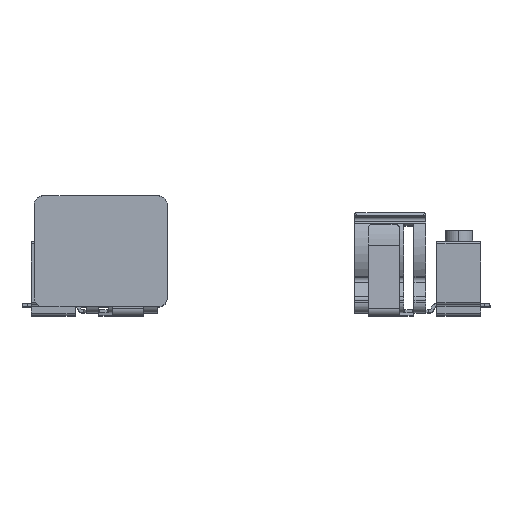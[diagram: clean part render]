
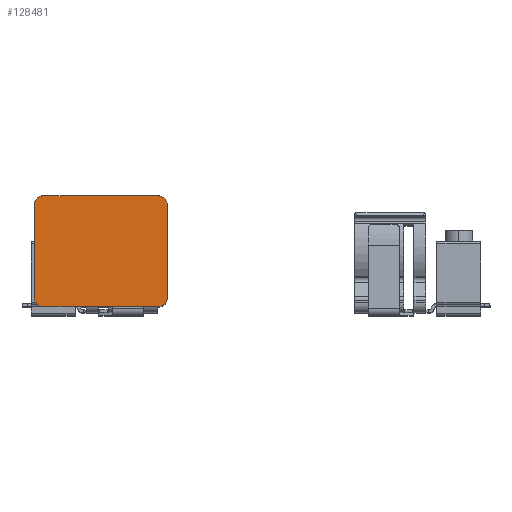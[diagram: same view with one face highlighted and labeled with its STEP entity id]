
A CAD part, top view. The second image highlights one B-rep face of the part: STEP entity #128481.
In plain terms, the highlighted planar face has unit normal (0, 0.009, 1).
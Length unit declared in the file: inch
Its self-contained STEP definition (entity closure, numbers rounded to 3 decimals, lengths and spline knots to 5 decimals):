
#2508 = LINE ( 'NONE', #11336, #152166 ) ;
#8153 = VECTOR ( 'NONE', #43972, 39.37008 ) ;
#11336 = CARTESIAN_POINT ( 'NONE',  ( 0.06919, 1.53751, 5.76444 ) ) ;
#11337 = CARTESIAN_POINT ( 'NONE',  ( -1.03317, 2.02962, 5.76015 ) ) ;
#14640 = ORIENTED_EDGE ( 'NONE', *, *, #43501, .T. ) ;
#15179 = CARTESIAN_POINT ( 'NONE',  ( -1.03317, 1.12414, 5.76805 ) ) ;
#15802 = ORIENTED_EDGE ( 'NONE', *, *, #50708, .T. ) ;
#20916 = DIRECTION ( 'NONE',  ( 0., 0.009, 1. ) ) ;
#24072 = CARTESIAN_POINT ( 'NONE',  ( -0.52136, 1.04541, 5.76874 ) ) ;
#26088 = DIRECTION ( 'NONE',  ( 0., 0.009, 1. ) ) ;
#26660 = FACE_OUTER_BOUND ( 'NONE', #155657, .T. ) ;
#27155 = CIRCLE ( 'NONE', #174354, 0.07874 ) ;
#29735 = DIRECTION ( 'NONE',  ( -1., 0., 0. ) ) ;
#32267 = CARTESIAN_POINT ( 'NONE',  ( -1.11191, 1.53751, 5.76444 ) ) ;
#36694 = CARTESIAN_POINT ( 'NONE',  ( 0.06919, 1.95088, 5.76083 ) ) ;
#41005 = EDGE_CURVE ( 'NONE', #56941, #80197, #184253, .T. ) ;
#43501 = EDGE_CURVE ( 'NONE', #157123, #109133, #116832, .T. ) ;
#43972 = DIRECTION ( 'NONE',  ( -1., 0., 0. ) ) ;
#50687 = ORIENTED_EDGE ( 'NONE', *, *, #72704, .T. ) ;
#50708 = EDGE_CURVE ( 'NONE', #69731, #56941, #123894, .T. ) ;
#53983 = VECTOR ( 'NONE', #96296, 39.37008 ) ;
#54304 = CIRCLE ( 'NONE', #63380, 0.07874 ) ;
#55332 = ORIENTED_EDGE ( 'NONE', *, *, #146819, .T. ) ;
#56941 = VERTEX_POINT ( 'NONE', #11337 ) ;
#63380 = AXIS2_PLACEMENT_3D ( 'NONE', #76573, #177835, #91146 ) ;
#69716 = LINE ( 'NONE', #32267, #146806 ) ;
#69731 = VERTEX_POINT ( 'NONE', #151536 ) ;
#70292 = DIRECTION ( 'NONE',  ( 0., 1., -0.009 ) ) ;
#72704 = EDGE_CURVE ( 'NONE', #90924, #157123, #169580, .T. ) ;
#73055 = CARTESIAN_POINT ( 'NONE',  ( -0.52136, 1.53751, 5.76444 ) ) ;
#75985 = DIRECTION ( 'NONE',  ( 0., -1., 0.009 ) ) ;
#76573 = CARTESIAN_POINT ( 'NONE',  ( -0.00955, 1.95088, 5.76083 ) ) ;
#77879 = ORIENTED_EDGE ( 'NONE', *, *, #41005, .T. ) ;
#80197 = VERTEX_POINT ( 'NONE', #182363 ) ;
#80719 = CARTESIAN_POINT ( 'NONE',  ( -0.00955, 1.04541, 5.76874 ) ) ;
#83656 = AXIS2_PLACEMENT_3D ( 'NONE', #107703, #20916, #122318 ) ;
#86138 = ORIENTED_EDGE ( 'NONE', *, *, #176928, .T. ) ;
#87013 = PLANE ( 'NONE',  #117429 ) ;
#87630 = DIRECTION ( 'NONE',  ( 1., 0., 0. ) ) ;
#90924 = VERTEX_POINT ( 'NONE', #116889 ) ;
#91146 = DIRECTION ( 'NONE',  ( -1., 0., 0. ) ) ;
#95690 = EDGE_CURVE ( 'NONE', #109133, #131640, #2508, .T. ) ;
#96296 = DIRECTION ( 'NONE',  ( 1., 0., 0. ) ) ;
#107703 = CARTESIAN_POINT ( 'NONE',  ( -1.03317, 1.95088, 5.76083 ) ) ;
#108045 = ORIENTED_EDGE ( 'NONE', *, *, #95690, .T. ) ;
#109133 = VERTEX_POINT ( 'NONE', #165152 ) ;
#112978 = CARTESIAN_POINT ( 'NONE',  ( -0.00955, 1.12414, 5.76805 ) ) ;
#116308 = CARTESIAN_POINT ( 'NONE',  ( -0.52136, 2.02962, 5.76015 ) ) ;
#116615 = DIRECTION ( 'NONE',  ( 0., 0.009, 1. ) ) ;
#116832 = CIRCLE ( 'NONE', #149529, 0.07874 ) ;
#116889 = CARTESIAN_POINT ( 'NONE',  ( -1.03317, 1.04541, 5.76874 ) ) ;
#117429 = AXIS2_PLACEMENT_3D ( 'NONE', #73055, #174329, #87630 ) ;
#122318 = DIRECTION ( 'NONE',  ( -1., 0., 0. ) ) ;
#123894 = LINE ( 'NONE', #116308, #8153 ) ;
#124802 = ORIENTED_EDGE ( 'NONE', *, *, #179425, .T. ) ;
#127567 = DIRECTION ( 'NONE',  ( -1., 0., 0. ) ) ;
#128481 = ADVANCED_FACE ( 'NONE', ( #26660 ), #87013, .T. ) ;
#131640 = VERTEX_POINT ( 'NONE', #36694 ) ;
#146568 = VERTEX_POINT ( 'NONE', #166113 ) ;
#146806 = VECTOR ( 'NONE', #75985, 39.37008 ) ;
#146819 = EDGE_CURVE ( 'NONE', #80197, #146568, #69716, .T. ) ;
#149529 = AXIS2_PLACEMENT_3D ( 'NONE', #112978, #26088, #127567 ) ;
#151536 = CARTESIAN_POINT ( 'NONE',  ( -0.00955, 2.02962, 5.76015 ) ) ;
#152166 = VECTOR ( 'NONE', #70292, 39.37008 ) ;
#155657 = EDGE_LOOP ( 'NONE', ( #15802, #77879, #55332, #124802, #50687, #14640, #108045, #86138 ) ) ;
#157123 = VERTEX_POINT ( 'NONE', #80719 ) ;
#165152 = CARTESIAN_POINT ( 'NONE',  ( 0.06919, 1.12414, 5.76805 ) ) ;
#166113 = CARTESIAN_POINT ( 'NONE',  ( -1.11191, 1.12414, 5.76805 ) ) ;
#169580 = LINE ( 'NONE', #24072, #53983 ) ;
#174329 = DIRECTION ( 'NONE',  ( 0., 0.009, 1. ) ) ;
#174354 = AXIS2_PLACEMENT_3D ( 'NONE', #15179, #116615, #29735 ) ;
#176928 = EDGE_CURVE ( 'NONE', #131640, #69731, #54304, .T. ) ;
#177835 = DIRECTION ( 'NONE',  ( 0., 0.009, 1. ) ) ;
#179425 = EDGE_CURVE ( 'NONE', #146568, #90924, #27155, .T. ) ;
#182363 = CARTESIAN_POINT ( 'NONE',  ( -1.11191, 1.95088, 5.76083 ) ) ;
#184253 = CIRCLE ( 'NONE', #83656, 0.07874 ) ;
